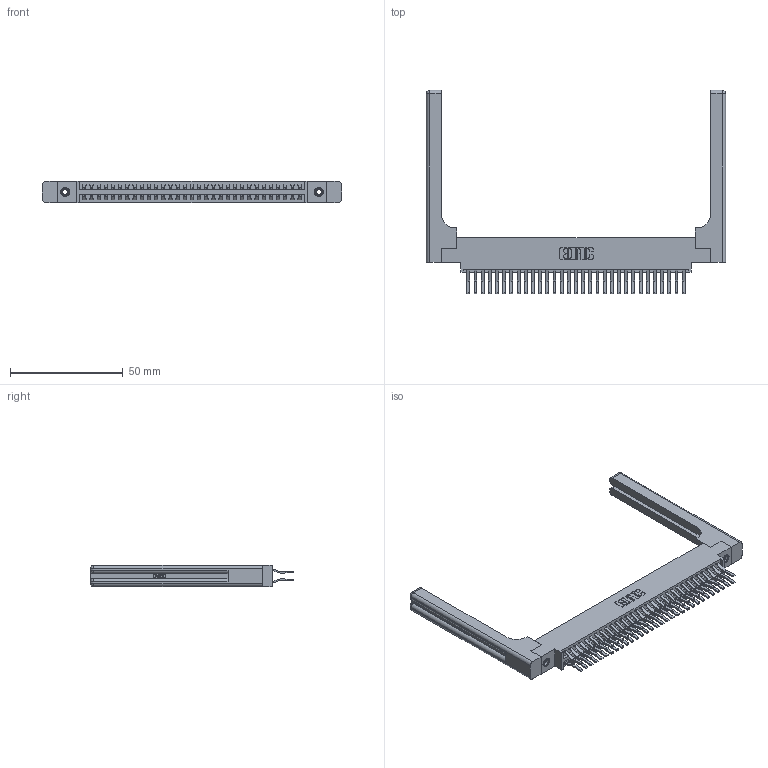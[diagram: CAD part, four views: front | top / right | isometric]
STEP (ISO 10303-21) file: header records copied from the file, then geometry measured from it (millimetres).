
FILE_DESCRIPTION (( 'STEP AP203' ), '1' );
FILE_NAME ('396-062-560-858.STEP', '2019-11-02T09:33:03', ( '' ), ( '' ), 'SwSTEP 2.0', 'SolidWorks 2016', '' );
FILE_SCHEMA (( 'CONFIG_CONTROL_DESIGN' ));
Length unit declared in the file: inch
Products named in the file (5): 345-250-001_345-250-001-102; 346-220-058_345-220-058; 396-062-560-858; 346 Part_0.170 Offset - 0.156 Dia-TH; 345-292-001_560 Tail
Assembly tree (67 placements, depth 2):
  396-062-560-858
    346 Part_0.170 Offset - 0.156 Dia-TH
    345-292-001_560 Tail  x62
    345-250-001_345-250-001-102  x2
    346-220-058_345-220-058  x2
Bounding box: 132.49 x 90.05 x 9.4 mm (x, y, z)
Volume: 20579.7 mm3; surface area: 24050.5 mm2
Topology: 67 solids, 67 shells, 3730 faces, 10989 edges, 7222 vertices
Faces by surface type: plane 2398, cylinder 1272, bspline 36, cone 12, sphere 8, torus 4
Entity records: 27114 total; most frequent: CARTESIAN_POINT 5493, ORIENTED_EDGE 4224, DIRECTION 3828, EDGE_CURVE 2112, VECTOR 1760, LINE 1760, VERTEX_POINT 1398, AXIS2_PLACEMENT_3D 1034
